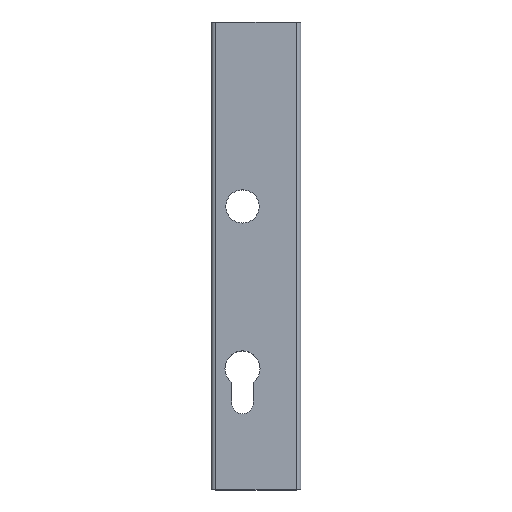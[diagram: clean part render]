
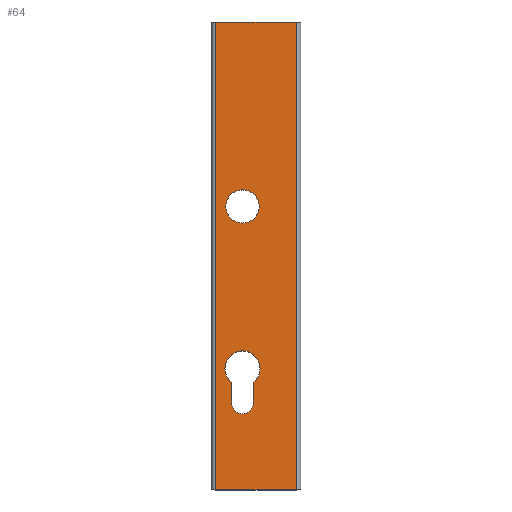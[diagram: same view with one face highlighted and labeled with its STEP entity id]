
A CAD part, top view. The second image highlights one B-rep face of the part: STEP entity #64.
In plain terms, the highlighted planar face has unit normal (0, 0, 1).
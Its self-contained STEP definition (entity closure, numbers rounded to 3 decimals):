
#6 = CARTESIAN_POINT ( 'NONE',  ( -7.5, 157.5, 15. ) ) ;
#27 = EDGE_CURVE ( 'NONE', #575, #1477, #414, .T. ) ;
#32 = LINE ( 'NONE', #553, #1060 ) ;
#64 = ADVANCED_FACE ( 'NONE', ( #1340, #213, #322 ), #201, .F. ) ;
#72 = DIRECTION ( 'NONE',  ( 0., -1., 0. ) ) ;
#73 = DIRECTION ( 'NONE',  ( 0., 0., 1. ) ) ;
#95 = DIRECTION ( 'NONE',  ( 1., 0., 0. ) ) ;
#125 = DIRECTION ( 'NONE',  ( 0., 0., 1. ) ) ;
#179 = CARTESIAN_POINT ( 'NONE',  ( -7.5, 67.5, 15. ) ) ;
#181 = EDGE_LOOP ( 'NONE', ( #1402, #1319 ) ) ;
#184 = LINE ( 'NONE', #1363, #1167 ) ;
#190 = CARTESIAN_POINT ( 'NONE',  ( 2.25, 67.5, 15. ) ) ;
#201 = PLANE ( 'NONE',  #945 ) ;
#213 = FACE_BOUND ( 'NONE', #181, .T. ) ;
#214 = CARTESIAN_POINT ( 'NONE',  ( -7.5, 67.5, 15. ) ) ;
#239 = EDGE_CURVE ( 'NONE', #1475, #1401, #868, .T. ) ;
#240 = DIRECTION ( 'NONE',  ( 1., 0., 0. ) ) ;
#242 = ORIENTED_EDGE ( 'NONE', *, *, #549, .F. ) ;
#264 = LINE ( 'NONE', #768, #907 ) ;
#280 = CARTESIAN_POINT ( 'NONE',  ( -1.5, 48.25, 15. ) ) ;
#295 = EDGE_CURVE ( 'NONE', #1093, #454, #985, .T. ) ;
#300 = DIRECTION ( 'NONE',  ( -1., 0., 0. ) ) ;
#302 = VECTOR ( 'NONE', #1103, 1000. ) ;
#310 = CARTESIAN_POINT ( 'NONE',  ( 1.75, 157.5, 15. ) ) ;
#322 = FACE_OUTER_BOUND ( 'NONE', #984, .T. ) ;
#339 = LINE ( 'NONE', #445, #412 ) ;
#360 = CARTESIAN_POINT ( 'NONE',  ( -13.5, 48.25, 15. ) ) ;
#377 = CARTESIAN_POINT ( 'NONE',  ( -17.25, 67.5, 15. ) ) ;
#380 = CIRCLE ( 'NONE', #1333, 9.25 ) ;
#392 = ORIENTED_EDGE ( 'NONE', *, *, #715, .F. ) ;
#412 = VECTOR ( 'NONE', #917, 1000. ) ;
#414 = CIRCLE ( 'NONE', #1347, 9.25 ) ;
#445 = CARTESIAN_POINT ( 'NONE',  ( 22.5, 260., 15. ) ) ;
#454 = VERTEX_POINT ( 'NONE', #377 ) ;
#481 = VERTEX_POINT ( 'NONE', #1106 ) ;
#517 = EDGE_CURVE ( 'NONE', #1401, #988, #983, .T. ) ;
#535 = CARTESIAN_POINT ( 'NONE',  ( -7.5, 157.5, 15. ) ) ;
#541 = DIRECTION ( 'NONE',  ( 1., 0., 0. ) ) ;
#542 = DIRECTION ( 'NONE',  ( 0., 0., -1. ) ) ;
#549 = EDGE_CURVE ( 'NONE', #454, #1004, #1210, .T. ) ;
#552 = AXIS2_PLACEMENT_3D ( 'NONE', #1285, #125, #541 ) ;
#553 = CARTESIAN_POINT ( 'NONE',  ( 22.5, 0., 15. ) ) ;
#575 = VERTEX_POINT ( 'NONE', #310 ) ;
#587 = EDGE_CURVE ( 'NONE', #481, #1051, #184, .T. ) ;
#588 = CARTESIAN_POINT ( 'NONE',  ( -16.75, 157.5, 15. ) ) ;
#613 = EDGE_LOOP ( 'NONE', ( #1090, #1012, #801, #242, #1144, #1094 ) ) ;
#615 = EDGE_CURVE ( 'NONE', #890, #1163, #264, .T. ) ;
#624 = AXIS2_PLACEMENT_3D ( 'NONE', #214, #789, #95 ) ;
#651 = DIRECTION ( 'NONE',  ( 1., 0., 0. ) ) ;
#678 = CARTESIAN_POINT ( 'NONE',  ( -13.5, 48.25, 15. ) ) ;
#684 = EDGE_CURVE ( 'NONE', #1004, #1475, #1110, .T. ) ;
#704 = EDGE_CURVE ( 'NONE', #1051, #1163, #32, .T. ) ;
#715 = EDGE_CURVE ( 'NONE', #481, #890, #339, .T. ) ;
#717 = CARTESIAN_POINT ( 'NONE',  ( -13.5, 59.815, 15. ) ) ;
#731 = CARTESIAN_POINT ( 'NONE',  ( -1.5, 48.25, 15. ) ) ;
#768 = CARTESIAN_POINT ( 'NONE',  ( 22.5, 260., 15. ) ) ;
#772 = DIRECTION ( 'NONE',  ( 0., -1., 0. ) ) ;
#789 = DIRECTION ( 'NONE',  ( 0., 0., 1. ) ) ;
#790 = DIRECTION ( 'NONE',  ( 0., -1., 0. ) ) ;
#801 = ORIENTED_EDGE ( 'NONE', *, *, #684, .F. ) ;
#868 = CIRCLE ( 'NONE', #997, 6. ) ;
#886 = VECTOR ( 'NONE', #790, 1000. ) ;
#890 = VERTEX_POINT ( 'NONE', #973 ) ;
#891 = DIRECTION ( 'NONE',  ( 0., 0., 1. ) ) ;
#893 = DIRECTION ( 'NONE',  ( 1., 0., 0. ) ) ;
#907 = VECTOR ( 'NONE', #772, 1000. ) ;
#917 = DIRECTION ( 'NONE',  ( 1., 0., 0. ) ) ;
#925 = CARTESIAN_POINT ( 'NONE',  ( -7.5, 48.25, 15. ) ) ;
#926 = CARTESIAN_POINT ( 'NONE',  ( 22.5, 0., 15. ) ) ;
#945 = AXIS2_PLACEMENT_3D ( 'NONE', #1244, #542, #300 ) ;
#950 = DIRECTION ( 'NONE',  ( 0., 0., 1. ) ) ;
#963 = ORIENTED_EDGE ( 'NONE', *, *, #587, .T. ) ;
#973 = CARTESIAN_POINT ( 'NONE',  ( 22.5, 260., 15. ) ) ;
#983 = LINE ( 'NONE', #280, #302 ) ;
#984 = EDGE_LOOP ( 'NONE', ( #1190, #1127, #392, #963 ) ) ;
#985 = CIRCLE ( 'NONE', #624, 9.75 ) ;
#988 = VERTEX_POINT ( 'NONE', #1317 ) ;
#997 = AXIS2_PLACEMENT_3D ( 'NONE', #925, #1055, #1045 ) ;
#1004 = VERTEX_POINT ( 'NONE', #717 ) ;
#1012 = ORIENTED_EDGE ( 'NONE', *, *, #239, .F. ) ;
#1045 = DIRECTION ( 'NONE',  ( 1., 0., 0. ) ) ;
#1051 = VERTEX_POINT ( 'NONE', #1240 ) ;
#1055 = DIRECTION ( 'NONE',  ( 0., 0., 1. ) ) ;
#1060 = VECTOR ( 'NONE', #1369, 1000. ) ;
#1090 = ORIENTED_EDGE ( 'NONE', *, *, #517, .F. ) ;
#1093 = VERTEX_POINT ( 'NONE', #190 ) ;
#1094 = ORIENTED_EDGE ( 'NONE', *, *, #1483, .F. ) ;
#1103 = DIRECTION ( 'NONE',  ( 0., 1., 0. ) ) ;
#1106 = CARTESIAN_POINT ( 'NONE',  ( -22.5, 260., 15. ) ) ;
#1110 = LINE ( 'NONE', #678, #886 ) ;
#1127 = ORIENTED_EDGE ( 'NONE', *, *, #615, .F. ) ;
#1144 = ORIENTED_EDGE ( 'NONE', *, *, #295, .F. ) ;
#1163 = VERTEX_POINT ( 'NONE', #926 ) ;
#1167 = VECTOR ( 'NONE', #72, 1000. ) ;
#1190 = ORIENTED_EDGE ( 'NONE', *, *, #704, .T. ) ;
#1210 = CIRCLE ( 'NONE', #1215, 9.75 ) ;
#1215 = AXIS2_PLACEMENT_3D ( 'NONE', #179, #891, #651 ) ;
#1240 = CARTESIAN_POINT ( 'NONE',  ( -22.5, 0., 15. ) ) ;
#1244 = CARTESIAN_POINT ( 'NONE',  ( 22.5, 260., 15. ) ) ;
#1285 = CARTESIAN_POINT ( 'NONE',  ( -7.5, 67.5, 15. ) ) ;
#1317 = CARTESIAN_POINT ( 'NONE',  ( -1.5, 59.815, 15. ) ) ;
#1319 = ORIENTED_EDGE ( 'NONE', *, *, #1422, .F. ) ;
#1333 = AXIS2_PLACEMENT_3D ( 'NONE', #6, #950, #240 ) ;
#1340 = FACE_BOUND ( 'NONE', #613, .T. ) ;
#1347 = AXIS2_PLACEMENT_3D ( 'NONE', #535, #73, #893 ) ;
#1363 = CARTESIAN_POINT ( 'NONE',  ( -22.5, 260., 15. ) ) ;
#1369 = DIRECTION ( 'NONE',  ( 1., 0., 0. ) ) ;
#1401 = VERTEX_POINT ( 'NONE', #731 ) ;
#1402 = ORIENTED_EDGE ( 'NONE', *, *, #27, .F. ) ;
#1412 = CIRCLE ( 'NONE', #552, 9.75 ) ;
#1422 = EDGE_CURVE ( 'NONE', #1477, #575, #380, .T. ) ;
#1475 = VERTEX_POINT ( 'NONE', #360 ) ;
#1477 = VERTEX_POINT ( 'NONE', #588 ) ;
#1483 = EDGE_CURVE ( 'NONE', #988, #1093, #1412, .T. ) ;
